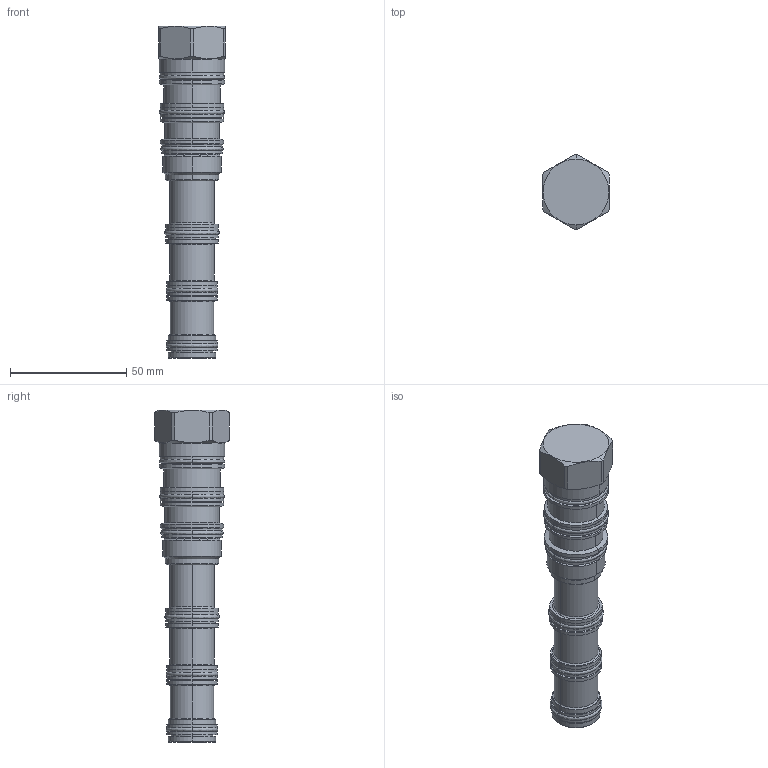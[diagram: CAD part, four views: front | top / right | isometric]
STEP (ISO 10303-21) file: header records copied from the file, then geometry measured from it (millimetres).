
FILE_DESCRIPTION((''),'2;1');
FILE_NAME('XSCC-XXN_PRT','2009-12-04T',('Administrator'),(''),'PRO/ENGINEER BY PARAMETRIC TECHNOLOGY CORPORATION, 2006240','PRO/ENGINEER BY PARAMETRIC TECHNOLOGY CORPORATION, 2006240','');
FILE_SCHEMA(('CONFIG_CONTROL_DESIGN'));
Length unit declared in the file: inch
Products named in the file (1): XSCC-XXN_PRT
Bounding box: 28.57 x 32.21 x 142.95 mm (x, y, z)
Volume: 48408.1 mm3; surface area: 20698.8 mm2
Topology: 7 solids, 7 shells, 229 faces, 484 edges, 292 vertices
Faces by surface type: cylinder 92, torus 48, plane 43, cone 24, revolution 22
Entity records: 7564 total; most frequent: CARTESIAN_POINT 2435, DIRECTION 1174, ORIENTED_EDGE 968, AXIS2_PLACEMENT_3D 515, EDGE_CURVE 484, CIRCLE 308, VERTEX_POINT 292, EDGE_LOOP 264
